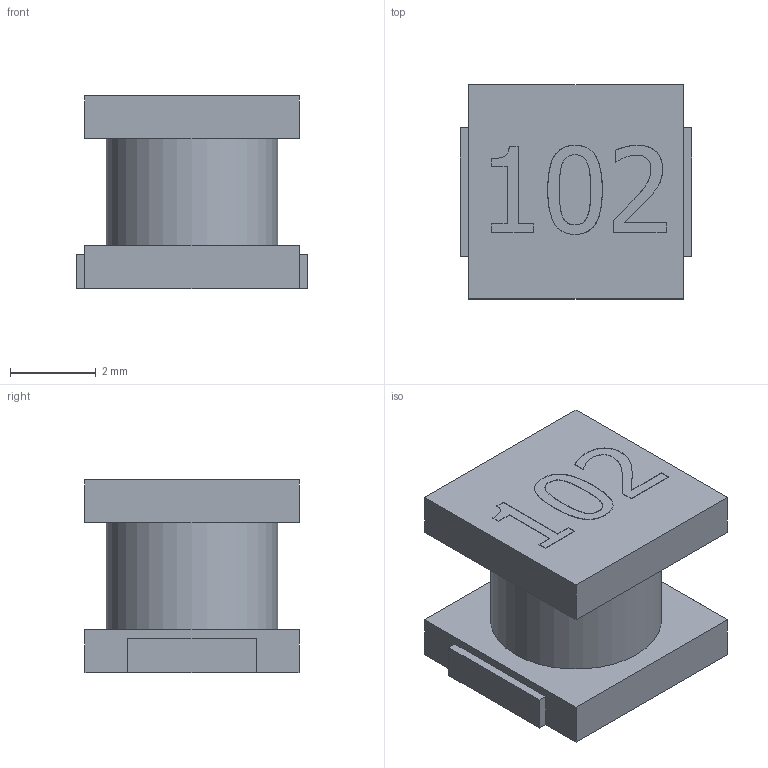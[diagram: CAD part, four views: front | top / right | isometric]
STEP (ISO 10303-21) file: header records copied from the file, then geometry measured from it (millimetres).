
FILE_DESCRIPTION(/* description */ (''),/* implementation_level */ '2;1');
FILE_NAME(/* name */ 'Inductor-SMD-6X5MM.stp',/* time_stamp */ '2020-11-26T06:34:04-03:00',/* author */ ('laguerre'),/* organization */ (''),/* preprocessor_version */ 'ST-DEVELOPER v17',/* originating_system */ 'Autodesk Inventor 2018',/* authorisation */ '');
FILE_SCHEMA (('AUTOMOTIVE_DESIGN { 1 0 10303 214 3 1 1 }'));
Length unit declared in the file: millimetre
Products named in the file (1): CE-IND-102
Bounding box: 5.4 x 5 x 4.51 mm (x, y, z)
Volume: 82.4 mm3; surface area: 149.6 mm2
Topology: 1 solids, 1 shells, 65 faces, 173 edges, 116 vertices
Faces by surface type: plane 40, bspline 24, cylinder 1
Full cylindrical faces by diameter (mm): 4 x1
Entity records: 2275 total; most frequent: CARTESIAN_POINT 739, ORIENTED_EDGE 346, DIRECTION 213, EDGE_CURVE 173, LINE 121, VECTOR 121, VERTEX_POINT 116, EDGE_LOOP 71
